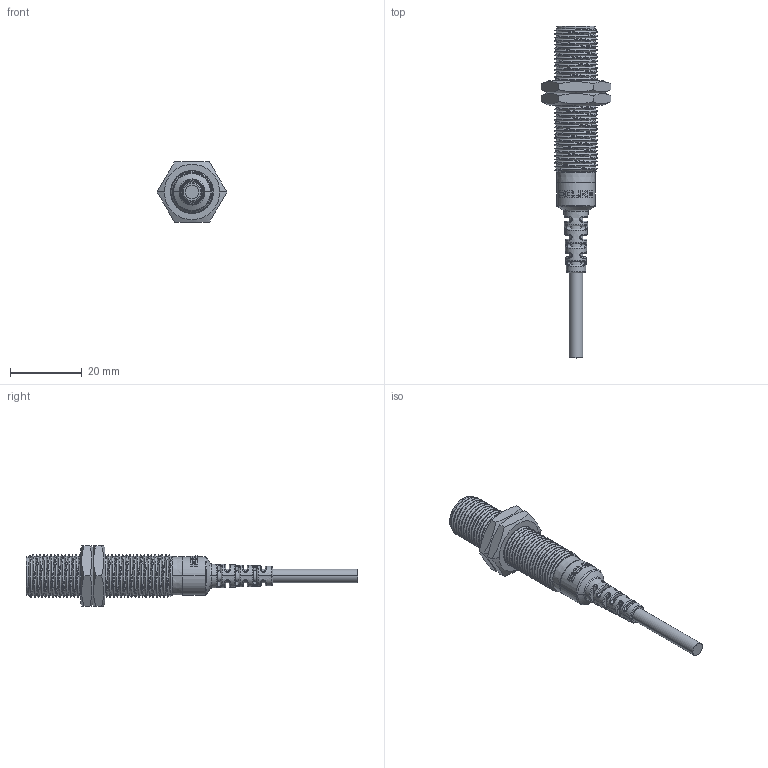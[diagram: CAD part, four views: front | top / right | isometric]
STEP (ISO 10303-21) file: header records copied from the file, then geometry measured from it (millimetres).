
FILE_DESCRIPTION((''),'2;1');
FILE_NAME('PRT0013','2022-08-30T14:14:51',('Designer'),(''),'CREO PARAMETRIC BY PTC INC, 2022014','CREO PARAMETRIC BY PTC INC, 2022014','');
FILE_SCHEMA(('CONFIG_CONTROL_DESIGN'));
Length unit declared in the file: millimetre
Products named in the file (1): PRT0013
Bounding box: 19.4 x 92.5 x 16.8 mm (x, y, z)
Volume: 6658.6 mm3; surface area: 4056.4 mm2
Topology: 2 solids, 2 shells, 332 faces, 831 edges, 521 vertices
Faces by surface type: cylinder 128, plane 63, bspline 63, torus 32, extrusion 24, cone 22
Entity records: 20356 total; most frequent: CARTESIAN_POINT 13246, ORIENTED_EDGE 1662, DIRECTION 1141, EDGE_CURVE 831, VERTEX_POINT 521, AXIS2_PLACEMENT_3D 433, B_SPLINE_CURVE_WITH_KNOTS 416, EDGE_LOOP 352
